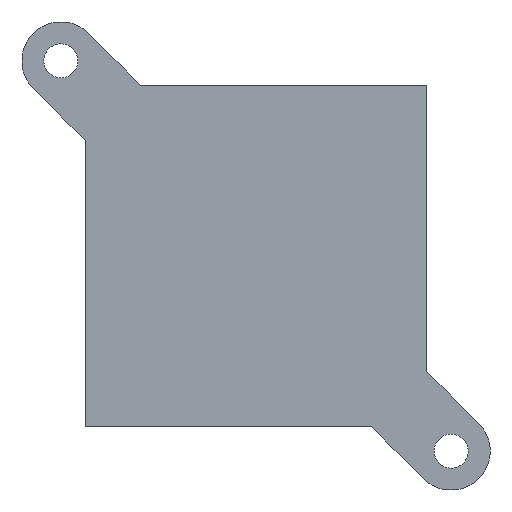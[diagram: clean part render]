
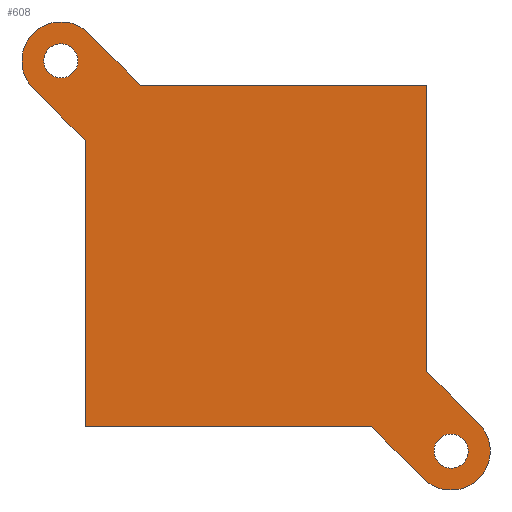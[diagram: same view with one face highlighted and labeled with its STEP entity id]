
A CAD part, front view. The second image highlights one B-rep face of the part: STEP entity #608.
In plain terms, the highlighted planar face has unit normal (0, -1, 0).
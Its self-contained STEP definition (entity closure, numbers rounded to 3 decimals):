
#8 = DIRECTION ( 'NONE',  ( 1., 0., 0. ) ) ;
#9 = DIRECTION ( 'NONE',  ( 0., 0., 1. ) ) ;
#10 = CARTESIAN_POINT ( 'NONE',  ( 20., 0., -20. ) ) ;
#11 = DIRECTION ( 'NONE',  ( 0., 0., 1. ) ) ;
#12 = DIRECTION ( 'NONE',  ( 0., 1., 0. ) ) ;
#13 = DIRECTION ( 'NONE',  ( 0.707, 0., -0.707 ) ) ;
#14 = DIRECTION ( 'NONE',  ( 0., 1., 0. ) ) ;
#15 = CARTESIAN_POINT ( 'NONE',  ( -20., 0., 20. ) ) ;
#16 = CARTESIAN_POINT ( 'NONE',  ( -22.828, 0., 17.172 ) ) ;
#17 = DIRECTION ( 'NONE',  ( -0.707, 0., 0.707 ) ) ;
#18 = CARTESIAN_POINT ( 'NONE',  ( 17.5, 0., 17.5 ) ) ;
#19 = CARTESIAN_POINT ( 'NONE',  ( -17.5, 0., 17.5 ) ) ;
#22 = CARTESIAN_POINT ( 'NONE',  ( -20., 0., 20. ) ) ;
#23 = DIRECTION ( 'NONE',  ( 0., 0., -1. ) ) ;
#24 = CARTESIAN_POINT ( 'NONE',  ( 22.828, 0., -17.172 ) ) ;
#26 = DIRECTION ( 'NONE',  ( 0., 0., -1. ) ) ;
#27 = DIRECTION ( 'NONE',  ( 0., -1., 0. ) ) ;
#28 = DIRECTION ( 'NONE',  ( -0.707, 0., 0.707 ) ) ;
#50 = CARTESIAN_POINT ( 'NONE',  ( 11.843, 0., -17.5 ) ) ;
#55 = CARTESIAN_POINT ( 'NONE',  ( 17.5, 0., 17.5 ) ) ;
#56 = CARTESIAN_POINT ( 'NONE',  ( -22.828, 0., 17.172 ) ) ;
#60 = CARTESIAN_POINT ( 'NONE',  ( -11.843, 0., 17.5 ) ) ;
#61 = CARTESIAN_POINT ( 'NONE',  ( 17.172, 0., -22.828 ) ) ;
#62 = CARTESIAN_POINT ( 'NONE',  ( 22.828, 0., -17.172 ) ) ;
#63 = CARTESIAN_POINT ( 'NONE',  ( 17.5, 0., -11.843 ) ) ;
#66 = CARTESIAN_POINT ( 'NONE',  ( -17.172, 0., 22.828 ) ) ;
#69 = CARTESIAN_POINT ( 'NONE',  ( -17.5, 0., 11.843 ) ) ;
#111 = DIRECTION ( 'NONE',  ( 0., 1., 0. ) ) ;
#117 = CARTESIAN_POINT ( 'NONE',  ( -17.5, 0., 17.5 ) ) ;
#119 = PLANE ( 'NONE',  #234 ) ;
#121 = DIRECTION ( 'NONE',  ( 0., 0., 1. ) ) ;
#140 = CARTESIAN_POINT ( 'NONE',  ( -20., 0., 21.75 ) ) ;
#141 = CARTESIAN_POINT ( 'NONE',  ( 20., 0., -18.25 ) ) ;
#170 = EDGE_CURVE ( 'NONE', #355, #337, #333, .T. ) ;
#176 = EDGE_CURVE ( 'NONE', #341, #355, #323, .T. ) ;
#177 = EDGE_CURVE ( 'NONE', #347, #348, #321, .T. ) ;
#178 = EDGE_CURVE ( 'NONE', #337, #336, #319, .T. ) ;
#179 = EDGE_CURVE ( 'NONE', #336, #347, #318, .T. ) ;
#180 = EDGE_CURVE ( 'NONE', #340, #349, #316, .T. ) ;
#181 = EDGE_CURVE ( 'NONE', #348, #349, #327, .T. ) ;
#182 = EDGE_CURVE ( 'NONE', #551, #551, #480, .T. ) ;
#183 = EDGE_CURVE ( 'NONE', #555, #555, #477, .T. ) ;
#184 = EDGE_CURVE ( 'NONE', #346, #340, #479, .T. ) ;
#185 = EDGE_CURVE ( 'NONE', #346, #352, #478, .T. ) ;
#186 = EDGE_CURVE ( 'NONE', #352, #341, #474, .T. ) ;
#212 = AXIS2_PLACEMENT_3D ( 'NONE', #282, #281, #280 ) ;
#213 = AXIS2_PLACEMENT_3D ( 'NONE', #10, #14, #11 ) ;
#214 = AXIS2_PLACEMENT_3D ( 'NONE', #15, #12, #9 ) ;
#215 = AXIS2_PLACEMENT_3D ( 'NONE', #22, #27, #26 ) ;
#234 = AXIS2_PLACEMENT_3D ( 'NONE', #117, #111, #121 ) ;
#272 = CARTESIAN_POINT ( 'NONE',  ( -17.5, 0., -17.5 ) ) ;
#276 = DIRECTION ( 'NONE',  ( 0.707, 0., -0.707 ) ) ;
#278 = CARTESIAN_POINT ( 'NONE',  ( 22.828, 0., -17.172 ) ) ;
#280 = DIRECTION ( 'NONE',  ( 0., 0., -1. ) ) ;
#281 = DIRECTION ( 'NONE',  ( 0., -1., 0. ) ) ;
#282 = CARTESIAN_POINT ( 'NONE',  ( 20., 0., -20. ) ) ;
#283 = CARTESIAN_POINT ( 'NONE',  ( -17.5, 0., -17.5 ) ) ;
#284 = CARTESIAN_POINT ( 'NONE',  ( -17.5, 0., 17.5 ) ) ;
#287 = CARTESIAN_POINT ( 'NONE',  ( -22.828, 0., 17.172 ) ) ;
#291 = DIRECTION ( 'NONE',  ( 1., 0., 0. ) ) ;
#294 = DIRECTION ( 'NONE',  ( 0., 0., -1. ) ) ;
#312 = VECTOR ( 'NONE', #23, 1000. ) ;
#315 = VECTOR ( 'NONE', #13, 1000. ) ;
#316 = LINE ( 'NONE', #18, #312 ) ;
#317 = VECTOR ( 'NONE', #291, 1000. ) ;
#318 = LINE ( 'NONE', #16, #315 ) ;
#319 = LINE ( 'NONE', #283, #317 ) ;
#320 = VECTOR ( 'NONE', #276, 1000. ) ;
#321 = CIRCLE ( 'NONE', #212, 4. ) ;
#323 = LINE ( 'NONE', #287, #320 ) ;
#327 = LINE ( 'NONE', #278, #481 ) ;
#332 = VECTOR ( 'NONE', #294, 1000. ) ;
#333 = LINE ( 'NONE', #284, #332 ) ;
#336 = VERTEX_POINT ( 'NONE', #50 ) ;
#337 = VERTEX_POINT ( 'NONE', #272 ) ;
#340 = VERTEX_POINT ( 'NONE', #55 ) ;
#341 = VERTEX_POINT ( 'NONE', #56 ) ;
#346 = VERTEX_POINT ( 'NONE', #60 ) ;
#347 = VERTEX_POINT ( 'NONE', #61 ) ;
#348 = VERTEX_POINT ( 'NONE', #62 ) ;
#349 = VERTEX_POINT ( 'NONE', #63 ) ;
#352 = VERTEX_POINT ( 'NONE', #66 ) ;
#355 = VERTEX_POINT ( 'NONE', #69 ) ;
#364 = ORIENTED_EDGE ( 'NONE', *, *, #180, .F. ) ;
#366 = ORIENTED_EDGE ( 'NONE', *, *, #170, .T. ) ;
#368 = ORIENTED_EDGE ( 'NONE', *, *, #178, .T. ) ;
#369 = ORIENTED_EDGE ( 'NONE', *, *, #176, .T. ) ;
#374 = ORIENTED_EDGE ( 'NONE', *, *, #179, .T. ) ;
#383 = ORIENTED_EDGE ( 'NONE', *, *, #177, .T. ) ;
#391 = ORIENTED_EDGE ( 'NONE', *, *, #181, .T. ) ;
#405 = ORIENTED_EDGE ( 'NONE', *, *, #184, .F. ) ;
#410 = ORIENTED_EDGE ( 'NONE', *, *, #183, .T. ) ;
#430 = ORIENTED_EDGE ( 'NONE', *, *, #186, .T. ) ;
#434 = ORIENTED_EDGE ( 'NONE', *, *, #182, .T. ) ;
#442 = ORIENTED_EDGE ( 'NONE', *, *, #185, .T. ) ;
#443 = EDGE_LOOP ( 'NONE', ( #410 ) ) ;
#444 = EDGE_LOOP ( 'NONE', ( #434 ) ) ;
#453 = EDGE_LOOP ( 'NONE', ( #369, #366, #368, #374, #383, #391, #364, #405, #442, #430 ) ) ;
#474 = CIRCLE ( 'NONE', #215, 4. ) ;
#475 = VECTOR ( 'NONE', #8, 1000. ) ;
#476 = VECTOR ( 'NONE', #28, 1000. ) ;
#477 = CIRCLE ( 'NONE', #214, 1.75 ) ;
#478 = LINE ( 'NONE', #24, #476 ) ;
#479 = LINE ( 'NONE', #19, #475 ) ;
#480 = CIRCLE ( 'NONE', #213, 1.75 ) ;
#481 = VECTOR ( 'NONE', #17, 1000. ) ;
#538 = FACE_BOUND ( 'NONE', #443, .T. ) ;
#544 = FACE_OUTER_BOUND ( 'NONE', #453, .T. ) ;
#546 = FACE_BOUND ( 'NONE', #444, .T. ) ;
#551 = VERTEX_POINT ( 'NONE', #141 ) ;
#555 = VERTEX_POINT ( 'NONE', #140 ) ;
#608 = ADVANCED_FACE ( 'NONE', ( #538, #546, #544 ), #119, .F. ) ;
